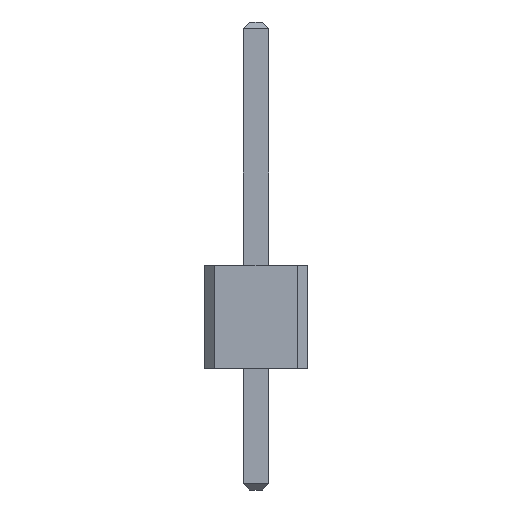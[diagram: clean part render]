
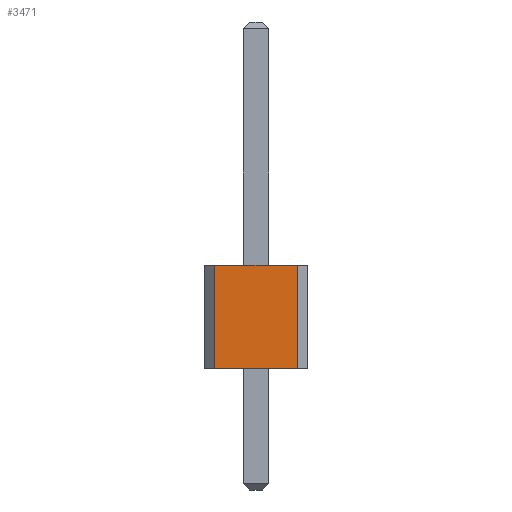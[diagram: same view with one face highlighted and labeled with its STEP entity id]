
A CAD part, front view. The second image highlights one B-rep face of the part: STEP entity #3471.
In plain terms, the highlighted planar face has unit normal (0, -1, 0).
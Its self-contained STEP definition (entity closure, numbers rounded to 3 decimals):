
#225=FACE_OUTER_BOUND('',#421,.T.);
#421=EDGE_LOOP('',(#2335,#2336,#2337,#2338));
#633=LINE('',#4745,#1103);
#634=LINE('',#4747,#1104);
#635=LINE('',#4749,#1105);
#636=LINE('',#4750,#1106);
#1103=VECTOR('',#3881,10.);
#1104=VECTOR('',#3882,1.);
#1105=VECTOR('',#3883,10.);
#1106=VECTOR('',#3884,1.);
#1573=VERTEX_POINT('',#4743);
#1574=VERTEX_POINT('',#4744);
#1575=VERTEX_POINT('',#4746);
#1576=VERTEX_POINT('',#4748);
#1865=EDGE_CURVE('',#1573,#1574,#633,.T.);
#1866=EDGE_CURVE('',#1575,#1574,#634,.T.);
#1867=EDGE_CURVE('',#1575,#1576,#635,.T.);
#1868=EDGE_CURVE('',#1576,#1573,#636,.T.);
#2335=ORIENTED_EDGE('',*,*,#1865,.T.);
#2336=ORIENTED_EDGE('',*,*,#1866,.F.);
#2337=ORIENTED_EDGE('',*,*,#1867,.T.);
#2338=ORIENTED_EDGE('',*,*,#1868,.T.);
#3275=PLANE('',#3681);
#3471=ADVANCED_FACE('',(#225),#3275,.T.);
#3681=AXIS2_PLACEMENT_3D('',#4742,#3879,#3880);
#3879=DIRECTION('center_axis',(0.,-1.,0.));
#3880=DIRECTION('ref_axis',(0.,0.,-1.));
#3881=DIRECTION('',(-1.,0.,0.));
#3882=DIRECTION('',(0.,0.,1.));
#3883=DIRECTION('',(1.,0.,0.));
#3884=DIRECTION('',(0.,0.,1.));
#4742=CARTESIAN_POINT('Origin',(0.,-13.97,2.77));
#4743=CARTESIAN_POINT('',(1.016,-13.97,2.54));
#4744=CARTESIAN_POINT('',(-1.016,-13.97,2.54));
#4745=CARTESIAN_POINT('',(0.,-13.97,2.54));
#4746=CARTESIAN_POINT('',(-1.016,-13.97,0.));
#4747=CARTESIAN_POINT('',(-1.016,-13.97,0.));
#4748=CARTESIAN_POINT('',(1.016,-13.97,0.));
#4749=CARTESIAN_POINT('',(0.,-13.97,0.));
#4750=CARTESIAN_POINT('',(1.016,-13.97,0.));
